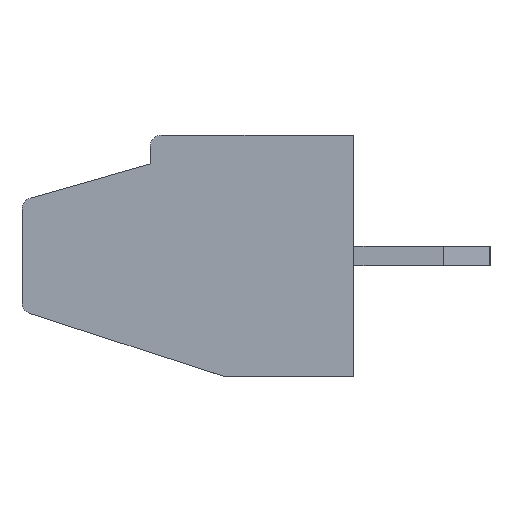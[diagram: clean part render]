
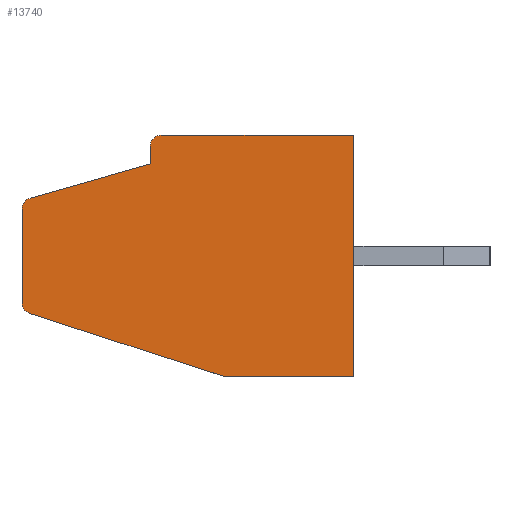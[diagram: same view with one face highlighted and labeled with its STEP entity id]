
A CAD part, left-side view. The second image highlights one B-rep face of the part: STEP entity #13740.
In plain terms, the highlighted planar face has unit normal (-1, 0, 0).
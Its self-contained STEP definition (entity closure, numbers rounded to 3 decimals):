
#13399=VERTEX_POINT('NONE',#13400);
#13400=CARTESIAN_POINT('',(-7.85,-4.25,6.2));
#13417=VERTEX_POINT('NONE',#13418);
#13418=CARTESIAN_POINT('',(-7.85,0.67,6.2));
#13424=EDGE_CURVE('NONE',#13417,#13399,#13425,.T.);
#13425=LINE('',#13426,#13427);
#13426=CARTESIAN_POINT('',(-7.85,-4.25,6.2));
#13427=VECTOR('',#13428,1.0);
#13428=DIRECTION('',(0.0,-1.0,0.0));
#13740=ADVANCED_FACE('NONE',(#13741),#13817,.F.);
#13741=FACE_BOUND('NONE',#13742,.T.);
#13742=EDGE_LOOP('',(#13743,#13754,#13762,#13771,#13779,#13787,#13793,#13794,#13803,#13811));
#13743=ORIENTED_EDGE('',*,*,#13744,.T.);
#13744=EDGE_CURVE('NONE',#13745,#13747,#13749,.F.);
#13745=VERTEX_POINT('NONE',#13746);
#13746=CARTESIAN_POINT('',(-7.85,4.04,4.58));
#13747=VERTEX_POINT('NONE',#13748);
#13748=CARTESIAN_POINT('',(-7.85,4.25,4.302));
#13749=CIRCLE('',#13750,0.29);
#13750=AXIS2_PLACEMENT_3D('',#13751,#13752,#13753);
#13751=CARTESIAN_POINT('',(-7.85,3.96,4.302));
#13752=DIRECTION('',(1.0,0.0,0.0));
#13753=DIRECTION('',(0.0,0.0,-1.0));
#13754=ORIENTED_EDGE('',*,*,#13755,.T.);
#13755=EDGE_CURVE('NONE',#13747,#13756,#13758,.T.);
#13756=VERTEX_POINT('NONE',#13757);
#13757=CARTESIAN_POINT('',(-7.85,4.25,1.891));
#13758=LINE('',#13759,#13760);
#13759=CARTESIAN_POINT('',(-7.85,4.25,6.2));
#13760=VECTOR('',#13761,1.0);
#13761=DIRECTION('',(0.0,0.0,-1.0));
#13762=ORIENTED_EDGE('',*,*,#13763,.T.);
#13763=EDGE_CURVE('NONE',#13756,#13764,#13766,.F.);
#13764=VERTEX_POINT('NONE',#13765);
#13765=CARTESIAN_POINT('',(-7.85,4.05,1.629));
#13766=CIRCLE('',#13767,0.29);
#13767=AXIS2_PLACEMENT_3D('',#13768,#13769,#13770);
#13768=CARTESIAN_POINT('',(-7.85,3.96,1.905));
#13769=DIRECTION('',(1.0,0.0,0.0));
#13770=DIRECTION('',(0.0,0.0,-1.0));
#13771=ORIENTED_EDGE('',*,*,#13772,.T.);
#13772=EDGE_CURVE('NONE',#13764,#13773,#13775,.F.);
#13773=VERTEX_POINT('NONE',#13774);
#13774=CARTESIAN_POINT('',(-7.85,-0.96,0.0));
#13775=LINE('',#13776,#13777);
#13776=CARTESIAN_POINT('',(-7.85,-2.112,-0.375));
#13777=VECTOR('',#13778,1.0);
#13778=DIRECTION('',(0.0,0.951,0.309));
#13779=ORIENTED_EDGE('',*,*,#13780,.T.);
#13780=EDGE_CURVE('NONE',#13773,#13781,#13783,.T.);
#13781=VERTEX_POINT('NONE',#13782);
#13782=CARTESIAN_POINT('',(-7.85,-4.25,0.0));
#13783=LINE('',#13784,#13785);
#13784=CARTESIAN_POINT('',(-7.85,-4.25,0.0));
#13785=VECTOR('',#13786,1.0);
#13786=DIRECTION('',(0.0,-1.0,0.0));
#13787=ORIENTED_EDGE('',*,*,#13788,.T.);
#13788=EDGE_CURVE('NONE',#13781,#13399,#13789,.F.);
#13789=LINE('',#13790,#13791);
#13790=CARTESIAN_POINT('',(-7.85,-4.25,6.2));
#13791=VECTOR('',#13792,1.0);
#13792=DIRECTION('',(0.0,0.0,-1.0));
#13793=ORIENTED_EDGE('',*,*,#13424,.F.);
#13794=ORIENTED_EDGE('',*,*,#13795,.T.);
#13795=EDGE_CURVE('NONE',#13417,#13796,#13798,.F.);
#13796=VERTEX_POINT('NONE',#13797);
#13797=CARTESIAN_POINT('',(-7.85,0.96,5.91));
#13798=CIRCLE('',#13799,0.29);
#13799=AXIS2_PLACEMENT_3D('',#13800,#13801,#13802);
#13800=CARTESIAN_POINT('',(-7.85,0.67,5.91));
#13801=DIRECTION('',(1.0,0.0,0.0));
#13802=DIRECTION('',(0.0,0.0,-1.0));
#13803=ORIENTED_EDGE('',*,*,#13804,.T.);
#13804=EDGE_CURVE('NONE',#13796,#13805,#13807,.F.);
#13805=VERTEX_POINT('NONE',#13806);
#13806=CARTESIAN_POINT('',(-7.85,0.96,5.464));
#13807=LINE('',#13808,#13809);
#13808=CARTESIAN_POINT('',(-7.85,0.96,6.2));
#13809=VECTOR('',#13810,1.0);
#13810=DIRECTION('',(0.0,0.,1.0));
#13811=ORIENTED_EDGE('',*,*,#13812,.T.);
#13812=EDGE_CURVE('NONE',#13805,#13745,#13813,.F.);
#13813=LINE('',#13814,#13815);
#13814=CARTESIAN_POINT('',(-7.85,-4.049,6.902));
#13815=VECTOR('',#13816,1.0);
#13816=DIRECTION('',(0.0,-0.961,0.276));
#13817=PLANE('',#13818);
#13818=AXIS2_PLACEMENT_3D('',#13819,#13820,#13821);
#13819=CARTESIAN_POINT('',(-7.85,-4.25,6.2));
#13820=DIRECTION('',(1.0,0.0,0.0));
#13821=DIRECTION('',(0.0,0.0,-1.0));
